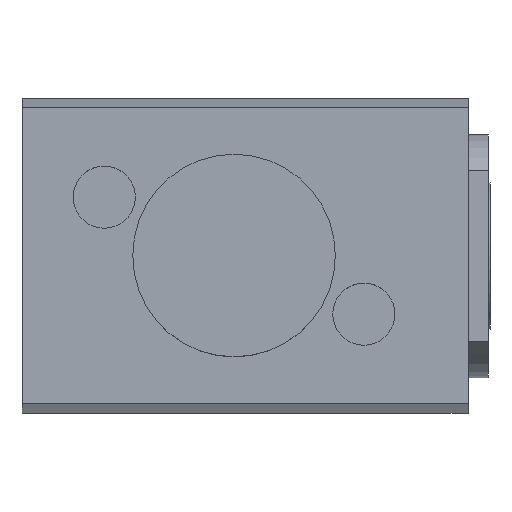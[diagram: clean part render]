
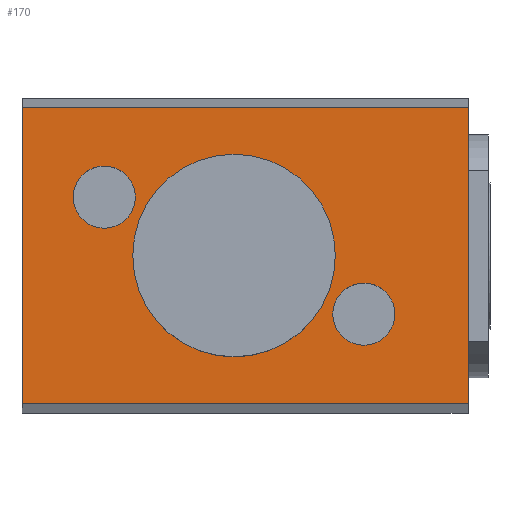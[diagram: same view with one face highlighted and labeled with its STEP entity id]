
A CAD part, top view. The second image highlights one B-rep face of the part: STEP entity #170.
In plain terms, the highlighted planar face has unit normal (0, 0, 1).
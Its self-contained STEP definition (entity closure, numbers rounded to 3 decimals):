
#75=LINE('',#918,#122);
#76=LINE('',#921,#123);
#77=LINE('',#923,#124);
#78=LINE('',#925,#125);
#122=VECTOR('',#737,1.);
#123=VECTOR('',#738,1.);
#124=VECTOR('',#739,1.);
#125=VECTOR('',#740,1.);
#170=ADVANCED_FACE('',(#231,#232,#233,#234),#207,.F.);
#207=PLANE('',#656);
#231=FACE_BOUND('',#257,.T.);
#232=FACE_BOUND('',#258,.T.);
#233=FACE_BOUND('',#259,.T.);
#234=FACE_BOUND('',#260,.T.);
#257=EDGE_LOOP('',(#313));
#258=EDGE_LOOP('',(#314));
#259=EDGE_LOOP('',(#315,#316,#317,#318));
#260=EDGE_LOOP('',(#319));
#313=ORIENTED_EDGE('',*,*,#517,.F.);
#314=ORIENTED_EDGE('',*,*,#518,.F.);
#315=ORIENTED_EDGE('',*,*,#519,.T.);
#316=ORIENTED_EDGE('',*,*,#520,.T.);
#317=ORIENTED_EDGE('',*,*,#521,.F.);
#318=ORIENTED_EDGE('',*,*,#522,.F.);
#319=ORIENTED_EDGE('',*,*,#523,.F.);
#463=VERTEX_POINT('',#915);
#464=VERTEX_POINT('',#917);
#465=VERTEX_POINT('',#919);
#466=VERTEX_POINT('',#920);
#467=VERTEX_POINT('',#922);
#468=VERTEX_POINT('',#924);
#469=VERTEX_POINT('',#927);
#517=EDGE_CURVE('',#463,#463,#592,.T.);
#518=EDGE_CURVE('',#464,#464,#593,.T.);
#519=EDGE_CURVE('',#465,#466,#75,.T.);
#520=EDGE_CURVE('',#466,#467,#76,.T.);
#521=EDGE_CURVE('',#468,#467,#77,.T.);
#522=EDGE_CURVE('',#465,#468,#78,.T.);
#523=EDGE_CURVE('',#469,#469,#594,.T.);
#592=CIRCLE('',#653,8.5);
#593=CIRCLE('',#654,8.5);
#594=CIRCLE('',#655,27.7);
#653=AXIS2_PLACEMENT_3D('',#914,#733,#734);
#654=AXIS2_PLACEMENT_3D('',#916,#735,#736);
#655=AXIS2_PLACEMENT_3D('',#926,#741,#742);
#656=AXIS2_PLACEMENT_3D('',#928,#743,#744);
#733=DIRECTION('',(0.,0.,1.));
#734=DIRECTION('',(-1.,0.,0.));
#735=DIRECTION('',(0.,0.,1.));
#736=DIRECTION('',(-1.,0.,0.));
#737=DIRECTION('',(-1.,0.,0.));
#738=DIRECTION('',(0.,-1.,0.));
#739=DIRECTION('',(-1.,0.,0.));
#740=DIRECTION('',(0.,-1.,0.));
#741=DIRECTION('',(0.,0.,1.));
#742=DIRECTION('',(-1.,0.,0.));
#743=DIRECTION('',(0.,0.,-1.));
#744=DIRECTION('',(-1.,0.,0.));
#914=CARTESIAN_POINT('',(-35.5,16.,0.));
#915=CARTESIAN_POINT('',(-44.,16.,0.));
#916=CARTESIAN_POINT('',(35.5,-16.,0.));
#917=CARTESIAN_POINT('',(27.,-16.,0.));
#918=CARTESIAN_POINT('',(64.,40.5,0.));
#919=CARTESIAN_POINT('',(64.,40.5,0.));
#920=CARTESIAN_POINT('',(-58.,40.5,0.));
#921=CARTESIAN_POINT('',(-58.,-40.5,0.));
#922=CARTESIAN_POINT('',(-58.,-40.5,0.));
#923=CARTESIAN_POINT('',(64.,-40.5,0.));
#924=CARTESIAN_POINT('',(64.,-40.5,0.));
#925=CARTESIAN_POINT('',(64.,-40.5,0.));
#926=CARTESIAN_POINT('',(0.,0.,0.));
#927=CARTESIAN_POINT('',(-27.7,0.,0.));
#928=CARTESIAN_POINT('',(64.,-40.5,0.));
